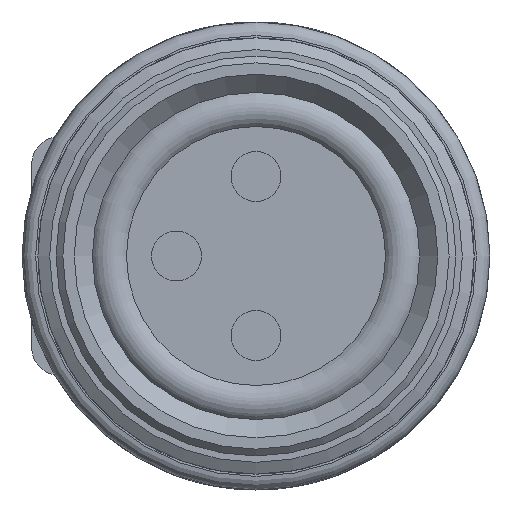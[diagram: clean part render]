
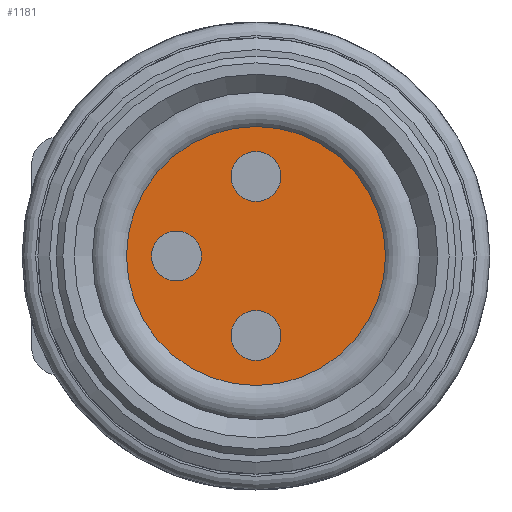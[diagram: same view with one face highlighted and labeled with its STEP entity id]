
A CAD part, left-side view. The second image highlights one B-rep face of the part: STEP entity #1181.
In plain terms, the highlighted planar face has unit normal (-1, 0, 0).
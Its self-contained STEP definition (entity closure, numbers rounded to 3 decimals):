
#878=FACE_BOUND('',#1861,.T.);
#879=FACE_BOUND('',#1862,.T.);
#880=FACE_BOUND('',#1863,.T.);
#881=FACE_BOUND('',#1864,.T.);
#1181=ADVANCED_FACE('',(#878,#879,#880,#881),#1308,.F.);
#1308=PLANE('',#5055);
#1861=EDGE_LOOP('',(#3045));
#1862=EDGE_LOOP('',(#3046));
#1863=EDGE_LOOP('',(#3047));
#1864=EDGE_LOOP('',(#3048));
#3045=ORIENTED_EDGE('',*,*,#4196,.F.);
#3046=ORIENTED_EDGE('',*,*,#3642,.F.);
#3047=ORIENTED_EDGE('',*,*,#4197,.F.);
#3048=ORIENTED_EDGE('',*,*,#4198,.F.);
#3212=VERTEX_POINT('',#6502);
#3578=VERTEX_POINT('',#11051);
#3579=VERTEX_POINT('',#11054);
#3580=VERTEX_POINT('',#11057);
#3642=EDGE_CURVE('',#3212,#3212,#4278,.T.);
#4196=EDGE_CURVE('',#3578,#3578,#4531,.T.);
#4197=EDGE_CURVE('',#3579,#3579,#4532,.T.);
#4198=EDGE_CURVE('',#3580,#3580,#4533,.T.);
#4278=CIRCLE('',#4579,0.55);
#4531=CIRCLE('',#5050,0.55);
#4532=CIRCLE('',#5052,0.55);
#4533=CIRCLE('',#5054,2.85);
#4579=AXIS2_PLACEMENT_3D('',#6501,#5151,#5152);
#5050=AXIS2_PLACEMENT_3D('',#11050,#6283,#6284);
#5052=AXIS2_PLACEMENT_3D('',#11053,#6287,#6288);
#5054=AXIS2_PLACEMENT_3D('',#11056,#6291,#6292);
#5055=AXIS2_PLACEMENT_3D('',#11058,#6293,#6294);
#5151=DIRECTION('',(-1.,0.,0.));
#5152=DIRECTION('',(0.,0.,1.));
#6283=DIRECTION('',(-1.,0.,0.));
#6284=DIRECTION('',(0.,0.,1.));
#6287=DIRECTION('',(-1.,0.,0.));
#6288=DIRECTION('',(0.,0.,1.));
#6291=DIRECTION('',(1.,0.,0.));
#6292=DIRECTION('',(0.,1.,0.));
#6293=DIRECTION('',(1.,0.,0.));
#6294=DIRECTION('',(0.,1.,0.));
#6501=CARTESIAN_POINT('',(42.8,51.75,0.));
#6502=CARTESIAN_POINT('',(42.8,51.75,0.55));
#11050=CARTESIAN_POINT('',(42.8,50.,1.75));
#11051=CARTESIAN_POINT('',(42.8,50.,2.3));
#11053=CARTESIAN_POINT('',(42.8,50.,-1.75));
#11054=CARTESIAN_POINT('',(42.8,50.,-1.2));
#11056=CARTESIAN_POINT('',(42.8,50.,0.));
#11057=CARTESIAN_POINT('',(42.8,52.85,0.));
#11058=CARTESIAN_POINT('',(42.8,50.,0.));
